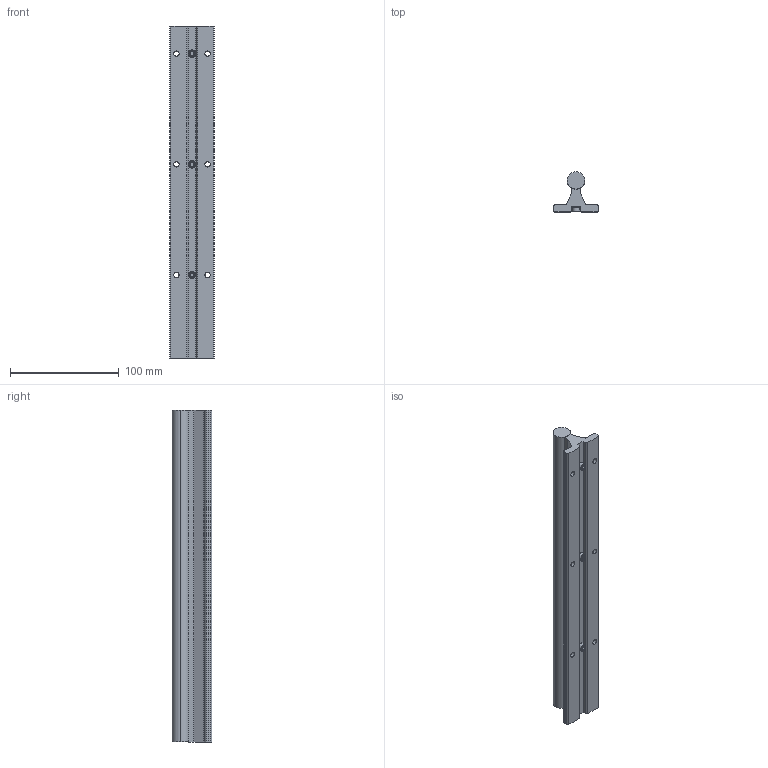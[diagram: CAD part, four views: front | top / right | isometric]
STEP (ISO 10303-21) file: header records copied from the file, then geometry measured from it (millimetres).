
FILE_DESCRIPTION (( 'STEP AP214' ), '1' );
FILE_NAME ('ShaftRailAssembly_CDEE1BFAE7.step', '2022-03-10T22:01:33', ( 'localadmin' ), ( 'BOXX Technologies, Inc.' ), 'SwSTEP 2.0', 'SolidWorks 2019', '' );
FILE_SCHEMA (( 'AUTOMOTIVE_DESIGN' ));
Length unit declared in the file: inch
Products named in the file (3): eT1aczSP8C_CADModel_0; ShaftRailAssembly_CDEE1BFAE7
Assembly tree (1 placements, depth 2):
  eT1aczSP8C_CADModel_0
  ShaftRailAssembly_CDEE1BFAE7
    eT1aczSP8C_CADModel_0
Bounding box: 41.27 x 36.51 x 304.8 mm (x, y, z)
Volume: 178444.1 mm3; surface area: 56759.3 mm2
Topology: 5 solids, 5 shells, 161 faces, 369 edges, 221 vertices
Faces by surface type: plane 60, cylinder 56, cone 45
Entity records: 7023 total; most frequent: CARTESIAN_POINT 1131, DIRECTION 801, ORIENTED_EDGE 726, EDGE_CURVE 363, AXIS2_PLACEMENT_3D 305, VERTEX_POINT 221, LINE 191, VECTOR 191
